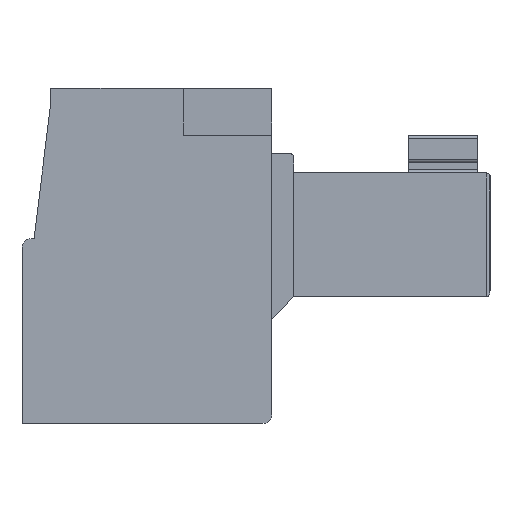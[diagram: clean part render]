
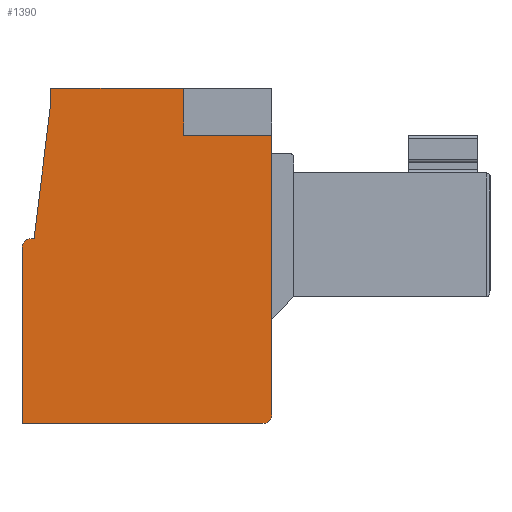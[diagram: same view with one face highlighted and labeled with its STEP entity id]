
A CAD part, left-side view. The second image highlights one B-rep face of the part: STEP entity #1390.
In plain terms, the highlighted planar face has unit normal (-1, 0, 0).
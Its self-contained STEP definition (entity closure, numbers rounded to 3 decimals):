
#110=PLANE('',#1558);
#173=FACE_OUTER_BOUND('',#255,.T.);
#255=EDGE_LOOP('',(#1040,#1041,#1042,#1043,#1044,#1045,#1046,#1047,#1048,
#1049,#1050));
#332=LINE('',#2114,#483);
#344=LINE('',#2140,#495);
#361=LINE('',#2183,#512);
#369=LINE('',#2199,#520);
#370=LINE('',#2204,#521);
#371=LINE('',#2207,#522);
#372=LINE('',#2209,#523);
#373=LINE('',#2211,#524);
#374=LINE('',#2212,#525);
#483=VECTOR('',#1689,10.);
#495=VECTOR('',#1707,10.);
#512=VECTOR('',#1742,10.);
#520=VECTOR('',#1756,10.);
#521=VECTOR('',#1761,10.);
#522=VECTOR('',#1764,10.);
#523=VECTOR('',#1765,10.);
#524=VECTOR('',#1766,10.);
#525=VECTOR('',#1767,10.);
#638=CIRCLE('',#1559,0.3);
#639=CIRCLE('',#1560,0.3);
#670=VERTEX_POINT('',#2111);
#671=VERTEX_POINT('',#2113);
#681=VERTEX_POINT('',#2137);
#682=VERTEX_POINT('',#2139);
#699=VERTEX_POINT('',#2182);
#704=VERTEX_POINT('',#2197);
#705=VERTEX_POINT('',#2201);
#706=VERTEX_POINT('',#2202);
#707=VERTEX_POINT('',#2206);
#708=VERTEX_POINT('',#2208);
#709=VERTEX_POINT('',#2210);
#795=EDGE_CURVE('',#670,#671,#332,.T.);
#807=EDGE_CURVE('',#681,#682,#344,.T.);
#828=EDGE_CURVE('',#671,#699,#361,.T.);
#837=EDGE_CURVE('',#704,#670,#369,.T.);
#838=EDGE_CURVE('',#705,#706,#638,.T.);
#839=EDGE_CURVE('',#682,#705,#370,.T.);
#840=EDGE_CURVE('',#699,#681,#639,.T.);
#841=EDGE_CURVE('',#707,#704,#371,.T.);
#842=EDGE_CURVE('',#708,#707,#372,.T.);
#843=EDGE_CURVE('',#709,#708,#373,.T.);
#844=EDGE_CURVE('',#706,#709,#374,.T.);
#1040=ORIENTED_EDGE('',*,*,#838,.F.);
#1041=ORIENTED_EDGE('',*,*,#839,.F.);
#1042=ORIENTED_EDGE('',*,*,#807,.F.);
#1043=ORIENTED_EDGE('',*,*,#840,.F.);
#1044=ORIENTED_EDGE('',*,*,#828,.F.);
#1045=ORIENTED_EDGE('',*,*,#795,.F.);
#1046=ORIENTED_EDGE('',*,*,#837,.F.);
#1047=ORIENTED_EDGE('',*,*,#841,.F.);
#1048=ORIENTED_EDGE('',*,*,#842,.F.);
#1049=ORIENTED_EDGE('',*,*,#843,.F.);
#1050=ORIENTED_EDGE('',*,*,#844,.F.);
#1390=ADVANCED_FACE('',(#173),#110,.F.);
#1558=AXIS2_PLACEMENT_3D('',#2200,#1757,#1758);
#1559=AXIS2_PLACEMENT_3D('',#2203,#1759,#1760);
#1560=AXIS2_PLACEMENT_3D('',#2205,#1762,#1763);
#1689=DIRECTION('',(0.,-1.,0.));
#1707=DIRECTION('',(0.,1.,0.));
#1742=DIRECTION('',(0.,0.,-1.));
#1756=DIRECTION('',(0.,0.,-1.));
#1757=DIRECTION('center_axis',(1.,0.,0.));
#1758=DIRECTION('ref_axis',(0.,0.,-1.));
#1759=DIRECTION('center_axis',(1.,0.,0.));
#1760=DIRECTION('ref_axis',(0.,1.,0.));
#1761=DIRECTION('',(0.,0.,1.));
#1762=DIRECTION('center_axis',(1.,0.,0.));
#1763=DIRECTION('ref_axis',(0.,-1.,0.));
#1764=DIRECTION('',(0.,-1.,0.));
#1765=DIRECTION('',(0.,0.,1.));
#1766=DIRECTION('',(0.,-0.122,0.993));
#1767=DIRECTION('',(0.,-1.,0.));
#2111=CARTESIAN_POINT('',(-2.54,11.85,6.12));
#2113=CARTESIAN_POINT('',(-2.54,8.93,6.12));
#2114=CARTESIAN_POINT('',(-2.54,11.85,6.12));
#2137=CARTESIAN_POINT('',(-2.54,9.23,-3.43));
#2139=CARTESIAN_POINT('',(-2.54,17.2,-3.43));
#2140=CARTESIAN_POINT('',(-2.54,9.23,-3.43));
#2182=CARTESIAN_POINT('',(-2.54,8.93,-3.13));
#2183=CARTESIAN_POINT('',(-2.54,8.93,6.12));
#2197=CARTESIAN_POINT('',(-2.54,11.85,7.67));
#2199=CARTESIAN_POINT('',(-2.54,11.85,7.67));
#2200=CARTESIAN_POINT('Origin',(-2.54,13.045,1.901));
#2201=CARTESIAN_POINT('',(-2.54,17.2,2.4));
#2202=CARTESIAN_POINT('',(-2.54,16.9,2.7));
#2203=CARTESIAN_POINT('Origin',(-2.54,16.9,2.4));
#2204=CARTESIAN_POINT('',(-2.54,17.2,-3.43));
#2205=CARTESIAN_POINT('Origin',(-2.54,9.23,-3.13));
#2206=CARTESIAN_POINT('',(-2.54,16.25,7.67));
#2207=CARTESIAN_POINT('',(-2.54,16.25,7.67));
#2208=CARTESIAN_POINT('',(-2.54,16.25,7.17));
#2209=CARTESIAN_POINT('',(-2.54,16.25,7.17));
#2210=CARTESIAN_POINT('',(-2.54,16.8,2.7));
#2211=CARTESIAN_POINT('',(-2.54,16.8,2.7));
#2212=CARTESIAN_POINT('',(-2.54,16.9,2.7));
